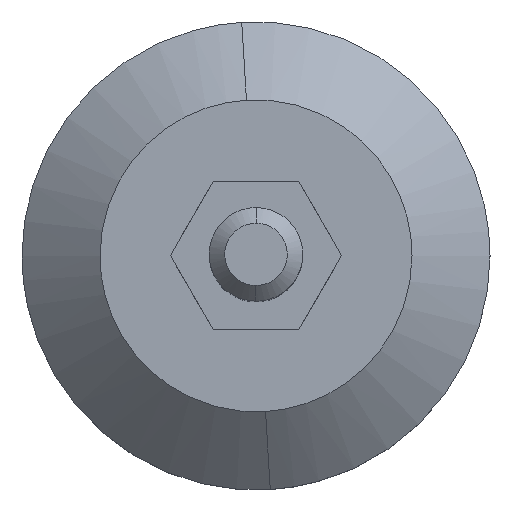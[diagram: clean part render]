
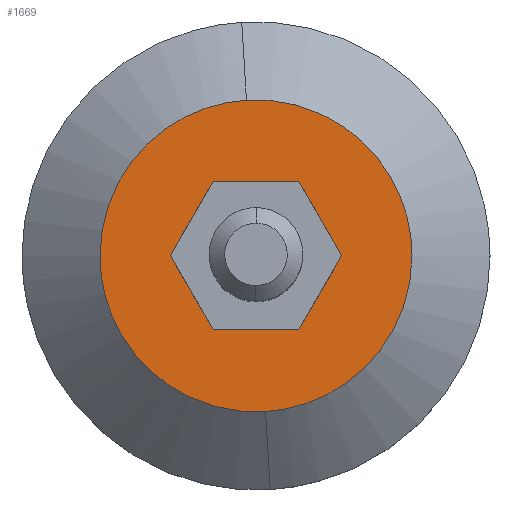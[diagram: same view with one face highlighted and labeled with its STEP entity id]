
A CAD part, top view. The second image highlights one B-rep face of the part: STEP entity #1669.
In plain terms, the highlighted free-form (B-spline) face has degree [1, 1] with [2, 2] control points.
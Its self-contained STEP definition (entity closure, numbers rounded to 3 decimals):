
#1426=CARTESIAN_POINT('',(-1.221,19.963,17.));
#1427=VERTEX_POINT('',#1426);
#1433=CARTESIAN_POINT('',(20.0,0.0,17.0));
#1434=VERTEX_POINT('',#1433);
#1435=CARTESIAN_POINT('',(-1.221,19.963,17.));
#1436=CARTESIAN_POINT('',(-0.611,20.,17.));
#1437=CARTESIAN_POINT('',(0.,20.,17.));
#1438=CARTESIAN_POINT('',(20.,20.,17.));
#1439=CARTESIAN_POINT('',(20.0,0.0,17.0));
#1447=(BOUNDED_CURVE()B_SPLINE_CURVE(2,(#1435,#1436,#1437,#1438,#1439),.UNSPECIFIED.,.F.,.U.)B_SPLINE_CURVE_WITH_KNOTS((3,2,3),(0.239,0.25,0.5),.UNSPECIFIED.)CURVE()GEOMETRIC_REPRESENTATION_ITEM()RATIONAL_B_SPLINE_CURVE((0.976,0.988,1.0,0.707,1.0))REPRESENTATION_ITEM(''));
#1448=EDGE_CURVE('',#1427,#1434,#1447,.T.);
#1450=CARTESIAN_POINT('',(1.221,-19.963,17.));
#1451=VERTEX_POINT('',#1450);
#1452=CARTESIAN_POINT('',(20.0,0.0,17.0));
#1453=CARTESIAN_POINT('',(20.,-18.814,17.));
#1454=CARTESIAN_POINT('',(1.221,-19.963,17.));
#1462=(BOUNDED_CURVE()B_SPLINE_CURVE(2,(#1452,#1453,#1454),.UNSPECIFIED.,.F.,.U.)B_SPLINE_CURVE_WITH_KNOTS((3,3),(0.5,0.739),.UNSPECIFIED.)CURVE()GEOMETRIC_REPRESENTATION_ITEM()RATIONAL_B_SPLINE_CURVE((1.0,0.72,0.976))REPRESENTATION_ITEM(''));
#1463=EDGE_CURVE('',#1434,#1451,#1462,.T.);
#1497=CARTESIAN_POINT('',(-20.0,0.0,17.0));
#1498=VERTEX_POINT('',#1497);
#1499=CARTESIAN_POINT('',(1.221,-19.963,17.));
#1500=CARTESIAN_POINT('',(0.611,-20.,17.));
#1501=CARTESIAN_POINT('',(0.,-20.,17.));
#1502=CARTESIAN_POINT('',(-20.,-20.,17.));
#1503=CARTESIAN_POINT('',(-20.0,0.0,17.0));
#1511=(BOUNDED_CURVE()B_SPLINE_CURVE(2,(#1499,#1500,#1501,#1502,#1503),.UNSPECIFIED.,.F.,.U.)B_SPLINE_CURVE_WITH_KNOTS((3,2,3),(0.739,0.75,1.0),.UNSPECIFIED.)CURVE()GEOMETRIC_REPRESENTATION_ITEM()RATIONAL_B_SPLINE_CURVE((0.976,0.988,1.0,0.707,1.0))REPRESENTATION_ITEM(''));
#1512=EDGE_CURVE('',#1451,#1498,#1511,.T.);
#1514=CARTESIAN_POINT('',(-20.0,0.0,17.0));
#1515=CARTESIAN_POINT('',(-20.,18.814,17.));
#1516=CARTESIAN_POINT('',(-1.221,19.963,17.));
#1524=(BOUNDED_CURVE()B_SPLINE_CURVE(2,(#1514,#1515,#1516),.UNSPECIFIED.,.F.,.U.)B_SPLINE_CURVE_WITH_KNOTS((3,3),(0.0,0.239),.UNSPECIFIED.)CURVE()GEOMETRIC_REPRESENTATION_ITEM()RATIONAL_B_SPLINE_CURVE((1.0,0.72,0.976))REPRESENTATION_ITEM(''));
#1525=EDGE_CURVE('',#1498,#1427,#1524,.T.);
#1550=CARTESIAN_POINT('',(0.366,-5.989,17.0));
#1551=VERTEX_POINT('',#1550);
#1557=CARTESIAN_POINT('',(6.0,0.0,17.0));
#1558=VERTEX_POINT('',#1557);
#1559=CARTESIAN_POINT('',(6.0,0.0,17.0));
#1560=CARTESIAN_POINT('',(6.0,-5.644,17.));
#1561=CARTESIAN_POINT('',(0.366,-5.989,17.));
#1569=(BOUNDED_CURVE()B_SPLINE_CURVE(2,(#1559,#1560,#1561),.UNSPECIFIED.,.F.,.U.)B_SPLINE_CURVE_WITH_KNOTS((3,3),(0.5,0.739),.UNSPECIFIED.)CURVE()GEOMETRIC_REPRESENTATION_ITEM()RATIONAL_B_SPLINE_CURVE((1.0,0.72,0.976))REPRESENTATION_ITEM(''));
#1570=EDGE_CURVE('',#1558,#1551,#1569,.T.);
#1572=CARTESIAN_POINT('',(-0.366,5.989,17.0));
#1573=VERTEX_POINT('',#1572);
#1574=CARTESIAN_POINT('',(-0.366,5.989,17.));
#1575=CARTESIAN_POINT('',(-0.183,6.0,17.));
#1576=CARTESIAN_POINT('',(0.0,6.0,17.0));
#1577=CARTESIAN_POINT('',(6.0,6.0,17.));
#1578=CARTESIAN_POINT('',(6.0,0.0,17.0));
#1586=(BOUNDED_CURVE()B_SPLINE_CURVE(2,(#1574,#1575,#1576,#1577,#1578),.UNSPECIFIED.,.F.,.U.)B_SPLINE_CURVE_WITH_KNOTS((3,2,3),(0.239,0.25,0.5),.UNSPECIFIED.)CURVE()GEOMETRIC_REPRESENTATION_ITEM()RATIONAL_B_SPLINE_CURVE((0.976,0.988,1.0,0.707,1.0))REPRESENTATION_ITEM(''));
#1587=EDGE_CURVE('',#1573,#1558,#1586,.T.);
#1617=CARTESIAN_POINT('',(-6.0,0.0,17.0));
#1618=VERTEX_POINT('',#1617);
#1619=CARTESIAN_POINT('',(-6.0,0.0,17.0));
#1620=CARTESIAN_POINT('',(-6.0,5.644,17.));
#1621=CARTESIAN_POINT('',(-0.366,5.989,17.));
#1629=(BOUNDED_CURVE()B_SPLINE_CURVE(2,(#1619,#1620,#1621),.UNSPECIFIED.,.F.,.U.)B_SPLINE_CURVE_WITH_KNOTS((3,3),(0.0,0.239),.UNSPECIFIED.)CURVE()GEOMETRIC_REPRESENTATION_ITEM()RATIONAL_B_SPLINE_CURVE((1.0,0.72,0.976))REPRESENTATION_ITEM(''));
#1630=EDGE_CURVE('',#1618,#1573,#1629,.T.);
#1632=CARTESIAN_POINT('',(0.366,-5.989,17.));
#1633=CARTESIAN_POINT('',(0.183,-6.0,17.));
#1634=CARTESIAN_POINT('',(0.0,-6.0,17.0));
#1635=CARTESIAN_POINT('',(-6.0,-6.0,17.));
#1636=CARTESIAN_POINT('',(-6.0,0.0,17.0));
#1644=(BOUNDED_CURVE()B_SPLINE_CURVE(2,(#1632,#1633,#1634,#1635,#1636),.UNSPECIFIED.,.F.,.U.)B_SPLINE_CURVE_WITH_KNOTS((3,2,3),(0.739,0.75,1.0),.UNSPECIFIED.)CURVE()GEOMETRIC_REPRESENTATION_ITEM()RATIONAL_B_SPLINE_CURVE((0.976,0.988,1.0,0.707,1.0))REPRESENTATION_ITEM(''));
#1645=EDGE_CURVE('',#1551,#1618,#1644,.T.);
#1652=CARTESIAN_POINT('',(-21.998,-21.998,17.0));
#1653=CARTESIAN_POINT('',(21.998,-21.998,17.0));
#1654=CARTESIAN_POINT('',(-21.998,21.998,17.0));
#1655=CARTESIAN_POINT('',(21.998,21.998,17.0));
#1656=B_SPLINE_SURFACE_WITH_KNOTS('',1,1,((#1652,#1654),(#1653,#1655)),.UNSPECIFIED.,.F.,.F.,.U.,(2,2),(2,2),(0.0,43.996),(0.0,43.995),.UNSPECIFIED.);
#1657=ORIENTED_EDGE('',*,*,#1512,.F.);
#1658=ORIENTED_EDGE('',*,*,#1463,.F.);
#1659=ORIENTED_EDGE('',*,*,#1448,.F.);
#1660=ORIENTED_EDGE('',*,*,#1525,.F.);
#1661=EDGE_LOOP('',(#1657,#1658,#1659,#1660));
#1662=FACE_OUTER_BOUND('',#1661,.T.);
#1663=ORIENTED_EDGE('',*,*,#1570,.T.);
#1664=ORIENTED_EDGE('',*,*,#1645,.T.);
#1665=ORIENTED_EDGE('',*,*,#1630,.T.);
#1666=ORIENTED_EDGE('',*,*,#1587,.T.);
#1667=EDGE_LOOP('',(#1663,#1664,#1665,#1666));
#1668=FACE_BOUND('',#1667,.T.);
#1669=ADVANCED_FACE('',(#1662,#1668),#1656,.T.);
